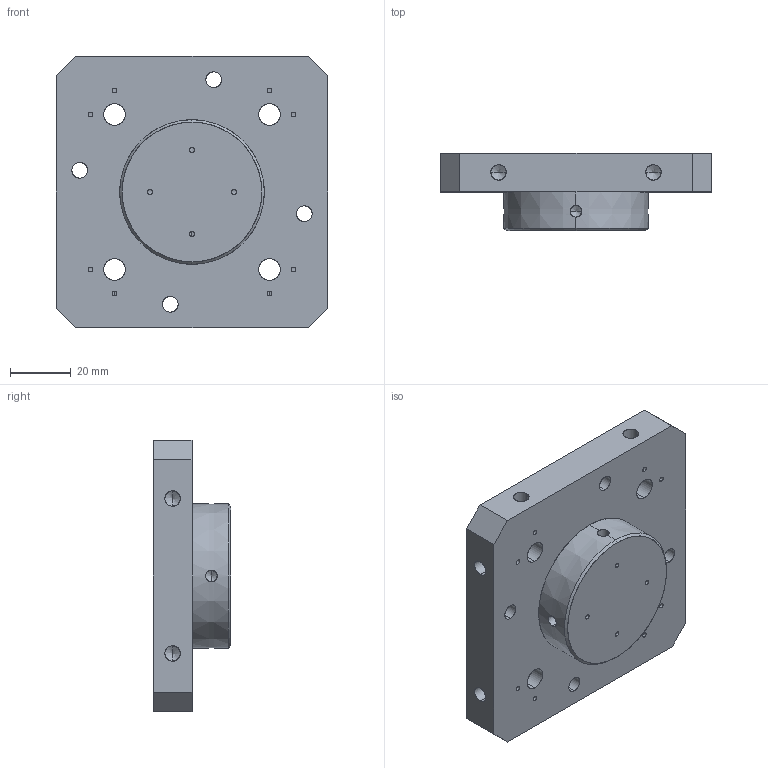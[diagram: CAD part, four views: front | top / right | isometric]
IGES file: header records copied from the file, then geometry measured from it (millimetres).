
Start section: SolidWorks IGES file using analytic representation for surfaces
Global section: file name: 100HD1002618-v2_AdLIGO_AOS_SLC Tube Lower Connector Plate.IGS; native system: SolidWorks 2010; preprocessor: SolidWorks 2010; author: mruiz; date: 111007.103238; units: inch
Bounding box: 88.9 x 25.4 x 88.9 mm (x, y, z)
Surface area: 25881.3 mm2 (no closed solid volume)
Topology: 0 solids, 0 shells, 103 faces, 2202 edges, 2178 vertices
Faces by surface type: revolution 92, bspline 11
